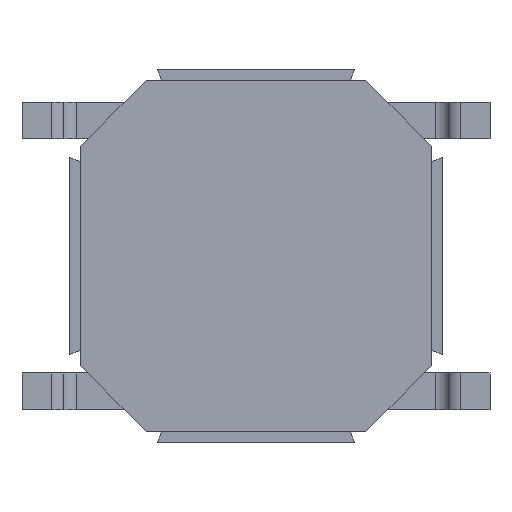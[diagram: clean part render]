
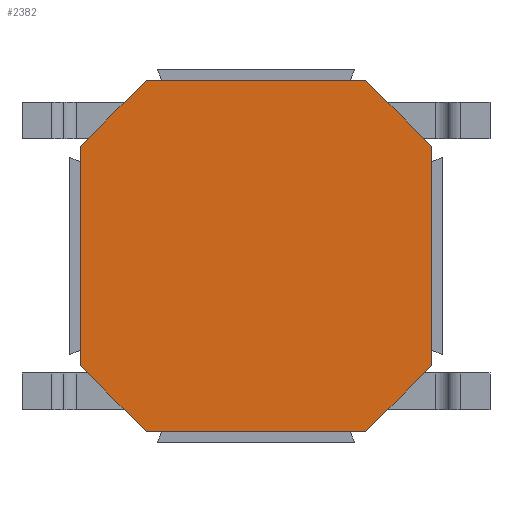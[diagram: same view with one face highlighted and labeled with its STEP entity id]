
A CAD part, front view. The second image highlights one B-rep face of the part: STEP entity #2382.
In plain terms, the highlighted planar face has unit normal (0, -1, 0).
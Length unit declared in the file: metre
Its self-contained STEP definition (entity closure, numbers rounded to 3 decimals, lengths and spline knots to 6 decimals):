
#772=ORIENTED_EDGE('',*,*,#1122,.F.);
#773=ORIENTED_EDGE('',*,*,#1123,.F.);
#774=ORIENTED_EDGE('',*,*,#1124,.F.);
#775=ORIENTED_EDGE('',*,*,#1125,.F.);
#776=ORIENTED_EDGE('',*,*,#1126,.F.);
#777=ORIENTED_EDGE('',*,*,#1127,.F.);
#778=ORIENTED_EDGE('',*,*,#1128,.F.);
#779=ORIENTED_EDGE('',*,*,#1129,.F.);
#1122=EDGE_CURVE('',#1344,#1345,#1600,.T.);
#1123=EDGE_CURVE('',#1346,#1344,#1601,.T.);
#1124=EDGE_CURVE('',#1347,#1346,#1602,.T.);
#1125=EDGE_CURVE('',#1348,#1347,#1603,.T.);
#1126=EDGE_CURVE('',#1349,#1348,#1604,.T.);
#1127=EDGE_CURVE('',#1350,#1349,#1605,.T.);
#1128=EDGE_CURVE('',#1351,#1350,#1606,.T.);
#1129=EDGE_CURVE('',#1345,#1351,#1607,.T.);
#1344=VERTEX_POINT('',#4251);
#1345=VERTEX_POINT('',#4252);
#1346=VERTEX_POINT('',#4254);
#1347=VERTEX_POINT('',#4256);
#1348=VERTEX_POINT('',#4258);
#1349=VERTEX_POINT('',#4260);
#1350=VERTEX_POINT('',#4262);
#1351=VERTEX_POINT('',#4264);
#1600=LINE('',#4250,#1864);
#1601=LINE('',#4253,#1865);
#1602=LINE('',#4255,#1866);
#1603=LINE('',#4257,#1867);
#1604=LINE('',#4259,#1868);
#1605=LINE('',#4261,#1869);
#1606=LINE('',#4263,#1870);
#1607=LINE('',#4265,#1871);
#1864=VECTOR('',#3578,1.);
#1865=VECTOR('',#3579,1.);
#1866=VECTOR('',#3580,1.);
#1867=VECTOR('',#3581,1.);
#1868=VECTOR('',#3582,1.);
#1869=VECTOR('',#3583,1.);
#1870=VECTOR('',#3584,1.);
#1871=VECTOR('',#3585,1.);
#2016=EDGE_LOOP('',(#772,#773,#774,#775,#776,#777,#778,#779));
#2154=FACE_BOUND('',#2016,.T.);
#2250=PLANE('',#2944);
#2382=ADVANCED_FACE('',(#2154),#2250,.T.);
#2944=AXIS2_PLACEMENT_3D('',#4249,#3576,#3577);
#3576=DIRECTION('',(0.,-1.,0.));
#3577=DIRECTION('',(0.,0.,-1.));
#3578=DIRECTION('',(0.707,0.,0.707));
#3579=DIRECTION('',(0.,0.,1.));
#3580=DIRECTION('',(-0.707,0.,0.707));
#3581=DIRECTION('',(-1.,0.,0.));
#3582=DIRECTION('',(-0.707,0.,-0.707));
#3583=DIRECTION('',(0.,0.,-1.));
#3584=DIRECTION('',(0.707,0.,-0.707));
#3585=DIRECTION('',(1.,0.,0.));
#4249=CARTESIAN_POINT('',(0.,0.,0.));
#4250=CARTESIAN_POINT('',(-0.0015,0.,0.0024));
#4251=CARTESIAN_POINT('',(-0.0024,0.,0.0015));
#4252=CARTESIAN_POINT('',(-0.0015,0.,0.0024));
#4253=CARTESIAN_POINT('',(-0.0024,0.,0.0015));
#4254=CARTESIAN_POINT('',(-0.0024,0.,-0.0015));
#4255=CARTESIAN_POINT('',(-0.0024,0.,-0.0015));
#4256=CARTESIAN_POINT('',(-0.0015,0.,-0.0024));
#4257=CARTESIAN_POINT('',(-0.0015,0.,-0.0024));
#4258=CARTESIAN_POINT('',(0.0015,0.,-0.0024));
#4259=CARTESIAN_POINT('',(0.0015,0.,-0.0024));
#4260=CARTESIAN_POINT('',(0.0024,0.,-0.0015));
#4261=CARTESIAN_POINT('',(0.0024,0.,-0.0015));
#4262=CARTESIAN_POINT('',(0.0024,0.,0.0015));
#4263=CARTESIAN_POINT('',(0.0024,0.,0.0015));
#4264=CARTESIAN_POINT('',(0.0015,0.,0.0024));
#4265=CARTESIAN_POINT('',(-0.0015,0.,0.0024));
